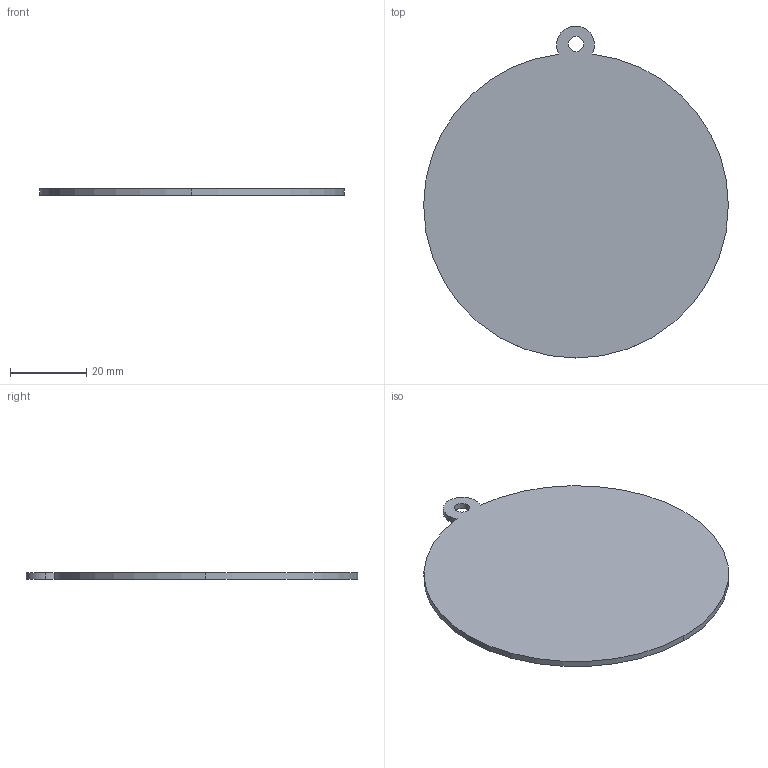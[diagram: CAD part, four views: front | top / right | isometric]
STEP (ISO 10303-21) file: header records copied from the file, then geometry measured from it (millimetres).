
FILE_DESCRIPTION(('Designed by EasyEDA Pro'),'2;1');
FILE_NAME('Open CASCADE Shape Model','2025-12-14T11:30:16',('Author'),( 'Open CASCADE'),'Open CASCADE STEP processor 7.8','Open CASCADE 7.8' ,'Unknown');
FILE_SCHEMA(('AUTOMOTIVE_DESIGN { 1 0 10303 214 1 1 1 1 }'));
Length unit declared in the file: millimetre
Products named in the file (6): EasyEDA PCB Model~H477; Board~H477; TopCopper~H477; BottomCopper~H477; TopFpcStiffener~H477; BottomFpcStiffener~H477
Assembly tree (5 placements, depth 2):
  EasyEDA PCB Model~H477
    Board~H477
    TopCopper~H477
    BottomCopper~H477
    TopFpcStiffener~H477
    BottomFpcStiffener~H477
Bounding box: 79.97 x 87.14 x 1.6 mm (x, y, z)
Volume: 8114.8 mm3; surface area: 10584.4 mm2
Topology: 1 solids, 1 shells, 14 faces, 36 edges, 24 vertices
Faces by surface type: cylinder 12, plane 2
Entity records: 644 total; most frequent: DIRECTION 100, CARTESIAN_POINT 80, ORIENTED_EDGE 72, AXIS2_PLACEMENT_3D 44, EDGE_CURVE 36, VERTEX_POINT 24, CIRCLE 24, FACE_BOUND 16
